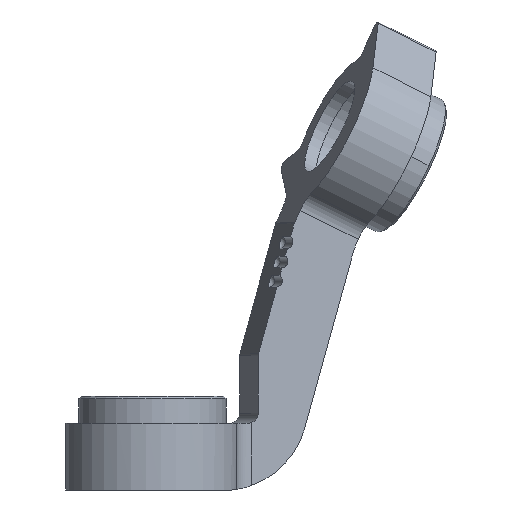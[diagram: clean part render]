
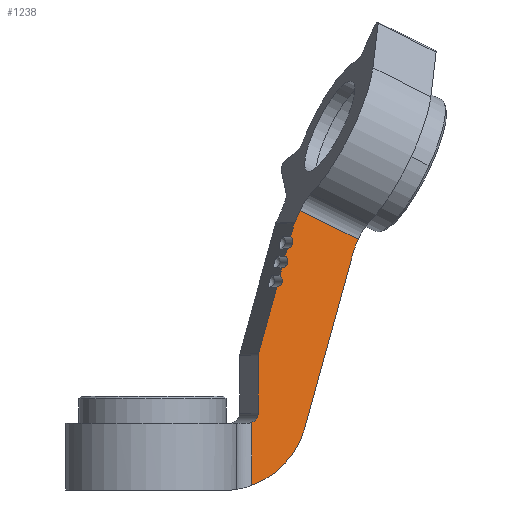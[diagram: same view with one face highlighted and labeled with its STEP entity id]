
A CAD part, front view. The second image highlights one B-rep face of the part: STEP entity #1238.
In plain terms, the highlighted planar face has unit normal (0.277, -0.961, 0).
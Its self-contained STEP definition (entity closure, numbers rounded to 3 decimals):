
#83=DIRECTION('',(0.416,0.12,0.901));
#84=VECTOR('',#83,0.066);
#85=CARTESIAN_POINT('',(15.34,1.826,-15.147));
#86=LINE('',#85,#84);
#186=DIRECTION('',(-0.866,-0.25,0.433));
#187=VECTOR('',#186,5.);
#188=CARTESIAN_POINT('',(15.367,1.834,-15.087));
#189=LINE('',#188,#187);
#190=DIRECTION('',(0.265,0.076,0.961));
#191=VECTOR('',#190,13.443);
#192=CARTESIAN_POINT('',(11.406,0.691,-29.092));
#193=LINE('',#192,#191);
#194=CARTESIAN_POINT('',(5.403,-1.042,-27.3));
#195=DIRECTION('',(0.277,-0.961,0.));
#196=DIRECTION('',(0.308,0.089,-0.947));
#197=AXIS2_PLACEMENT_3D('',#194,#195,#196);
#199=DIRECTION('',(0.,0.,-1.));
#200=VECTOR('',#199,4.695);
#201=CARTESIAN_POINT('',(7.405,-0.464,
-28.762));
#202=LINE('',#201,#200);
#203=DIRECTION('',(0.,0.,-1.));
#204=VECTOR('',#203,4.263);
#205=CARTESIAN_POINT('',(7.899,-0.322,
-23.787));
#206=LINE('',#205,#204);
#207=CARTESIAN_POINT('',(8.62,-0.114,
-23.787));
#208=DIRECTION('',(0.277,-0.961,0.));
#209=DIRECTION('',(-0.924,-0.267,0.276));
#210=AXIS2_PLACEMENT_3D('',#207,#208,#209);
#212=DIRECTION('',(-0.265,-0.076,-0.961));
#213=VECTOR('',#212,5.133);
#214=CARTESIAN_POINT('',(9.286,0.079,-18.646));
#215=LINE('',#214,#213);
#216=CARTESIAN_POINT('',(9.223,0.06,-18.15));
#217=DIRECTION('',(0.277,-0.961,0.));
#218=DIRECTION('',(0.127,0.037,-0.991));
#219=AXIS2_PLACEMENT_3D('',#216,#217,#218);
#221=DIRECTION('',(-0.265,-0.076,-0.961));
#222=VECTOR('',#221,0.583);
#223=CARTESIAN_POINT('',(9.684,0.193,-17.204));
#224=LINE('',#223,#222);
#225=CARTESIAN_POINT('',(9.62,0.175,-16.708));
#226=DIRECTION('',(0.277,-0.961,0.));
#227=DIRECTION('',(0.127,0.037,-0.991));
#228=AXIS2_PLACEMENT_3D('',#225,#226,#227);
#230=DIRECTION('',(-0.265,-0.076,-0.961));
#231=VECTOR('',#230,0.583);
#232=CARTESIAN_POINT('',(10.081,0.308,-15.762));
#233=LINE('',#232,#231);
#234=CARTESIAN_POINT('',(10.018,0.29,-15.266));
#235=DIRECTION('',(0.277,-0.961,0.));
#236=DIRECTION('',(0.127,0.037,-0.991));
#237=AXIS2_PLACEMENT_3D('',#234,#235,#236);
#239=DIRECTION('',(-0.265,-0.076,-0.961));
#240=VECTOR('',#239,1.002);
#241=CARTESIAN_POINT('',(10.589,0.455,-13.918));
#242=LINE('',#241,#240);
#243=CARTESIAN_POINT('',(11.281,0.655,-14.125));
#244=DIRECTION('',(-0.277,0.961,0.));
#245=DIRECTION('',(-0.924,-0.267,0.276));
#246=AXIS2_PLACEMENT_3D('',#243,#244,#245);
#248=CARTESIAN_POINT('',(20.969,3.451,-17.961));
#249=DIRECTION('',(-0.277,0.961,0.));
#250=DIRECTION('',(-0.924,-0.267,0.276));
#251=AXIS2_PLACEMENT_3D('',#248,#249,#250);
#504=CARTESIAN_POINT('',(7.179,-0.53,-28.05));
#505=DIRECTION('',(-0.277,0.961,0.));
#506=DIRECTION('',(0.961,0.277,0.));
#507=AXIS2_PLACEMENT_3D('',#504,#505,#506);
#588=DIRECTION('',(-0.416,-0.12,-0.901));
#589=VECTOR('',#588,0.974);
#590=CARTESIAN_POINT('',(11.037,0.584,-12.922));
#591=LINE('',#590,#589);
#824=CARTESIAN_POINT('',(11.406,0.691,-29.092));
#826=VERTEX_POINT('',#824);
#836=CARTESIAN_POINT('',(15.367,1.834,-15.087));
#837=CARTESIAN_POINT('',(11.037,0.584,-12.922));
#838=VERTEX_POINT('',#836);
#839=VERTEX_POINT('',#837);
#844=CARTESIAN_POINT('',(7.405,-0.464,
-28.762));
#845=CARTESIAN_POINT('',(7.405,-0.464,
-33.457));
#846=VERTEX_POINT('',#844);
#847=VERTEX_POINT('',#845);
#860=CARTESIAN_POINT('',(15.34,1.826,-15.147));
#861=VERTEX_POINT('',#860);
#866=CARTESIAN_POINT('',(10.632,0.467,-13.8));
#867=VERTEX_POINT('',#866);
#872=CARTESIAN_POINT('',(14.966,1.718,-16.17));
#874=VERTEX_POINT('',#872);
#876=CARTESIAN_POINT('',(10.589,0.455,-13.918));
#877=VERTEX_POINT('',#876);
#888=CARTESIAN_POINT('',(7.927,-0.314,
-23.58));
#889=VERTEX_POINT('',#888);
#890=CARTESIAN_POINT('',(7.899,-0.322,
-23.787));
#891=VERTEX_POINT('',#890);
#893=CARTESIAN_POINT('',(7.899,-0.322,-28.05));
#895=VERTEX_POINT('',#893);
#920=CARTESIAN_POINT('',(10.081,0.308,-15.762));
#921=CARTESIAN_POINT('',(10.324,0.378,-14.881));
#922=VERTEX_POINT('',#920);
#923=VERTEX_POINT('',#921);
#924=CARTESIAN_POINT('',(9.684,0.193,-17.204));
#925=CARTESIAN_POINT('',(9.926,0.263,-16.323));
#926=VERTEX_POINT('',#924);
#927=VERTEX_POINT('',#925);
#928=CARTESIAN_POINT('',(9.286,0.079,-18.646));
#929=CARTESIAN_POINT('',(9.529,0.149,-17.765));
#930=VERTEX_POINT('',#928);
#931=VERTEX_POINT('',#929);
#1197=CARTESIAN_POINT('',(0.693,-2.402,0.));
#1198=DIRECTION('',(0.277,-0.961,0.));
#1199=DIRECTION('',(0.961,0.277,0.));
#1200=AXIS2_PLACEMENT_3D('',#1197,#1198,#1199);
#1201=PLANE('',#1200);
#1202=ORIENTED_EDGE('',*,*,#1190,.F.);
#1203=ORIENTED_EDGE('',*,*,#1081,.F.);
#1205=ORIENTED_EDGE('',*,*,#1204,.F.);
#1207=ORIENTED_EDGE('',*,*,#1206,.F.);
#1209=ORIENTED_EDGE('',*,*,#1208,.F.);
#1211=ORIENTED_EDGE('',*,*,#1210,.F.);
#1213=ORIENTED_EDGE('',*,*,#1212,.F.);
#1215=ORIENTED_EDGE('',*,*,#1214,.F.);
#1217=ORIENTED_EDGE('',*,*,#1216,.F.);
#1219=ORIENTED_EDGE('',*,*,#1218,.F.);
#1221=ORIENTED_EDGE('',*,*,#1220,.T.);
#1223=ORIENTED_EDGE('',*,*,#1222,.F.);
#1225=ORIENTED_EDGE('',*,*,#1224,.T.);
#1227=ORIENTED_EDGE('',*,*,#1226,.F.);
#1229=ORIENTED_EDGE('',*,*,#1228,.T.);
#1231=ORIENTED_EDGE('',*,*,#1230,.F.);
#1233=ORIENTED_EDGE('',*,*,#1232,.T.);
#1235=ORIENTED_EDGE('',*,*,#1234,.F.);
#1236=EDGE_LOOP('',(#1202,#1203,#1205,#1207,#1209,#1211,#1213,#1215,#1217,#1219,
#1221,#1223,#1225,#1227,#1229,#1231,#1233,#1235));
#1237=FACE_OUTER_BOUND('',#1236,.F.);
#1238=ADVANCED_FACE('',(#1237),#1201,.T.);
#198=CIRCLE('',#197,6.5);
#211=CIRCLE('',#210,0.75);
#220=CIRCLE('',#219,0.5);
#229=CIRCLE('',#228,0.5);
#238=CIRCLE('',#237,0.5);
#247=CIRCLE('',#246,0.75);
#252=CIRCLE('',#251,6.5);
#508=CIRCLE('',#507,0.75);
#1081=EDGE_CURVE('',#861,#838,#86,.T.);
#1190=EDGE_CURVE('',#838,#839,#189,.T.);
#1204=EDGE_CURVE('',#874,#861,#252,.T.);
#1206=EDGE_CURVE('',#826,#874,#193,.T.);
#1208=EDGE_CURVE('',#847,#826,#198,.T.);
#1210=EDGE_CURVE('',#846,#847,#202,.T.);
#1212=EDGE_CURVE('',#895,#846,#508,.T.);
#1214=EDGE_CURVE('',#891,#895,#206,.T.);
#1216=EDGE_CURVE('',#889,#891,#211,.T.);
#1218=EDGE_CURVE('',#930,#889,#215,.T.);
#1220=EDGE_CURVE('',#930,#931,#220,.T.);
#1222=EDGE_CURVE('',#926,#931,#224,.T.);
#1224=EDGE_CURVE('',#926,#927,#229,.T.);
#1226=EDGE_CURVE('',#922,#927,#233,.T.);
#1228=EDGE_CURVE('',#922,#923,#238,.T.);
#1230=EDGE_CURVE('',#877,#923,#242,.T.);
#1232=EDGE_CURVE('',#877,#867,#247,.T.);
#1234=EDGE_CURVE('',#839,#867,#591,.T.);
